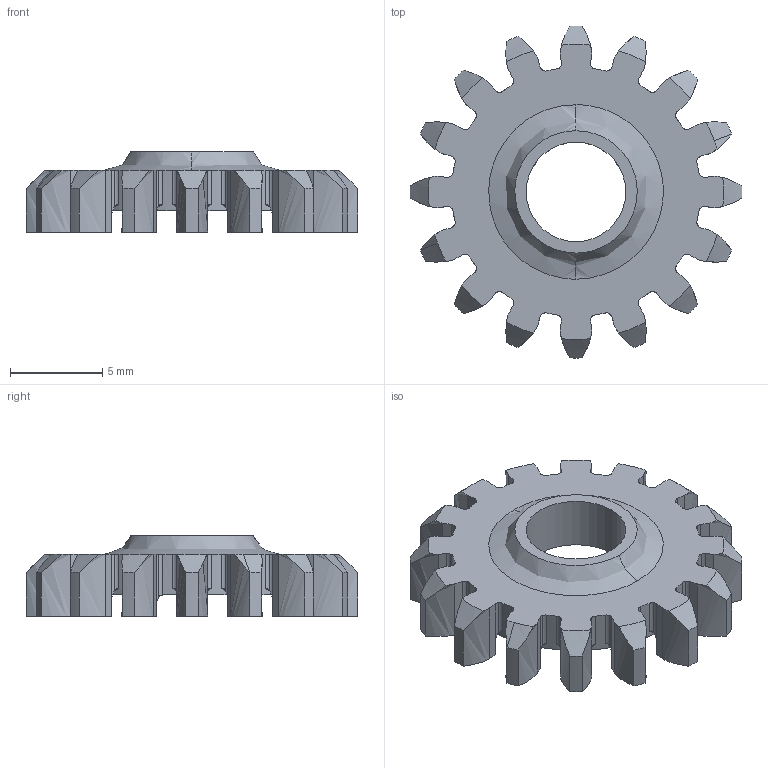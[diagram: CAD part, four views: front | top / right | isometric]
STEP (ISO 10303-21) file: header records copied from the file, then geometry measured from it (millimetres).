
FILE_DESCRIPTION (( 'STEP AP203' ), '1' );
FILE_NAME ('蜊_喘謫 (16 teeth).STEP', '2022-04-19T04:50:58', ( '' ), ( '' ), 'SwSTEP 2.0', 'SolidWorks 2022', '' );
FILE_SCHEMA (( 'CONFIG_CONTROL_DESIGN' ));
Length unit declared in the file: millimetre
Products named in the file (1): 蜊_喘謫 (16 teeth)
Bounding box: 18 x 18 x 4.38 mm (x, y, z)
Volume: 408.9 mm3; surface area: 744.7 mm2
Topology: 1 solids, 1 shells, 222 faces, 655 edges, 436 vertices
Faces by surface type: cylinder 102, plane 51, bspline 49, cone 18, torus 2
Entity records: 16196 total; most frequent: CARTESIAN_POINT 10550, ORIENTED_EDGE 1310, DIRECTION 989, EDGE_CURVE 655, VERTEX_POINT 436, AXIS2_PLACEMENT_3D 363, LINE 263, VECTOR 263
